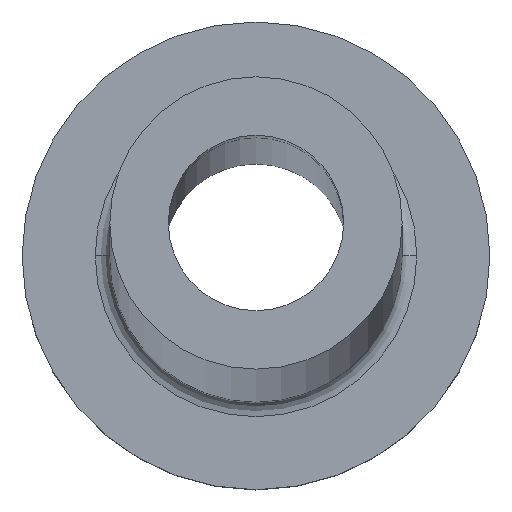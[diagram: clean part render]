
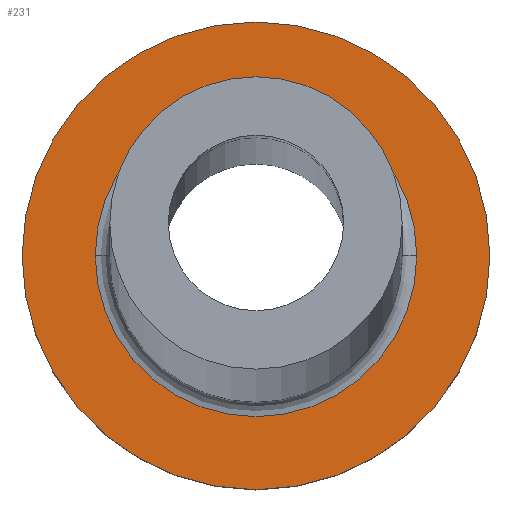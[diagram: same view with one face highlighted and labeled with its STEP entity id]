
A CAD part, top view. The second image highlights one B-rep face of the part: STEP entity #231.
In plain terms, the highlighted planar face has unit normal (0, 0, 1).
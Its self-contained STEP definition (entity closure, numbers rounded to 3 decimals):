
#6 = AXIS2_PLACEMENT_3D ( 'NONE', #151, #436, #86 ) ;
#16 = CARTESIAN_POINT ( 'NONE',  ( 8., 0., 5. ) ) ;
#21 = CARTESIAN_POINT ( 'NONE',  ( -5.5, 0., 5. ) ) ;
#26 = FACE_BOUND ( 'NONE', #75, .T. ) ;
#31 = CARTESIAN_POINT ( 'NONE',  ( 5.5, 0., 5. ) ) ;
#39 = ORIENTED_EDGE ( 'NONE', *, *, #448, .T. ) ;
#41 = DIRECTION ( 'NONE',  ( 0., 0., -1. ) ) ;
#66 = AXIS2_PLACEMENT_3D ( 'NONE', #280, #72, #101 ) ;
#72 = DIRECTION ( 'NONE',  ( 0., 0., 1. ) ) ;
#75 = EDGE_LOOP ( 'NONE', ( #39, #359 ) ) ;
#86 = DIRECTION ( 'NONE',  ( 1., 0., 0. ) ) ;
#89 = EDGE_LOOP ( 'NONE', ( #329, #143 ) ) ;
#100 = DIRECTION ( 'NONE',  ( 0., 0., 1. ) ) ;
#101 = DIRECTION ( 'NONE',  ( 1., 0., 0. ) ) ;
#104 = VERTEX_POINT ( 'NONE', #21 ) ;
#108 = PLANE ( 'NONE',  #172 ) ;
#120 = CARTESIAN_POINT ( 'NONE',  ( -8., 0., 5. ) ) ;
#123 = CIRCLE ( 'NONE', #318, 8. ) ;
#143 = ORIENTED_EDGE ( 'NONE', *, *, #224, .T. ) ;
#144 = AXIS2_PLACEMENT_3D ( 'NONE', #336, #41, #182 ) ;
#151 = CARTESIAN_POINT ( 'NONE',  ( 0., 0., 5. ) ) ;
#163 = CIRCLE ( 'NONE', #66, 8. ) ;
#172 = AXIS2_PLACEMENT_3D ( 'NONE', #388, #100, #350 ) ;
#182 = DIRECTION ( 'NONE',  ( 1., 0., 0. ) ) ;
#206 = DIRECTION ( 'NONE',  ( 0., 0., 1. ) ) ;
#210 = CIRCLE ( 'NONE', #144, 5.5 ) ;
#224 = EDGE_CURVE ( 'NONE', #324, #306, #163, .T. ) ;
#231 = ADVANCED_FACE ( 'NONE', ( #26, #281 ), #108, .T. ) ;
#245 = CARTESIAN_POINT ( 'NONE',  ( 0., 0., 5. ) ) ;
#280 = CARTESIAN_POINT ( 'NONE',  ( 0., 0., 5. ) ) ;
#281 = FACE_OUTER_BOUND ( 'NONE', #89, .T. ) ;
#284 = EDGE_CURVE ( 'NONE', #306, #324, #123, .T. ) ;
#288 = VERTEX_POINT ( 'NONE', #31 ) ;
#306 = VERTEX_POINT ( 'NONE', #120 ) ;
#318 = AXIS2_PLACEMENT_3D ( 'NONE', #245, #206, #353 ) ;
#324 = VERTEX_POINT ( 'NONE', #16 ) ;
#329 = ORIENTED_EDGE ( 'NONE', *, *, #284, .T. ) ;
#336 = CARTESIAN_POINT ( 'NONE',  ( 0., 0., 5. ) ) ;
#350 = DIRECTION ( 'NONE',  ( 1., 0., 0. ) ) ;
#353 = DIRECTION ( 'NONE',  ( 1., 0., 0. ) ) ;
#359 = ORIENTED_EDGE ( 'NONE', *, *, #427, .T. ) ;
#388 = CARTESIAN_POINT ( 'NONE',  ( 0., 0., 5. ) ) ;
#427 = EDGE_CURVE ( 'NONE', #104, #288, #210, .T. ) ;
#436 = DIRECTION ( 'NONE',  ( 0., 0., -1. ) ) ;
#437 = CIRCLE ( 'NONE', #6, 5.5 ) ;
#448 = EDGE_CURVE ( 'NONE', #288, #104, #437, .T. ) ;
